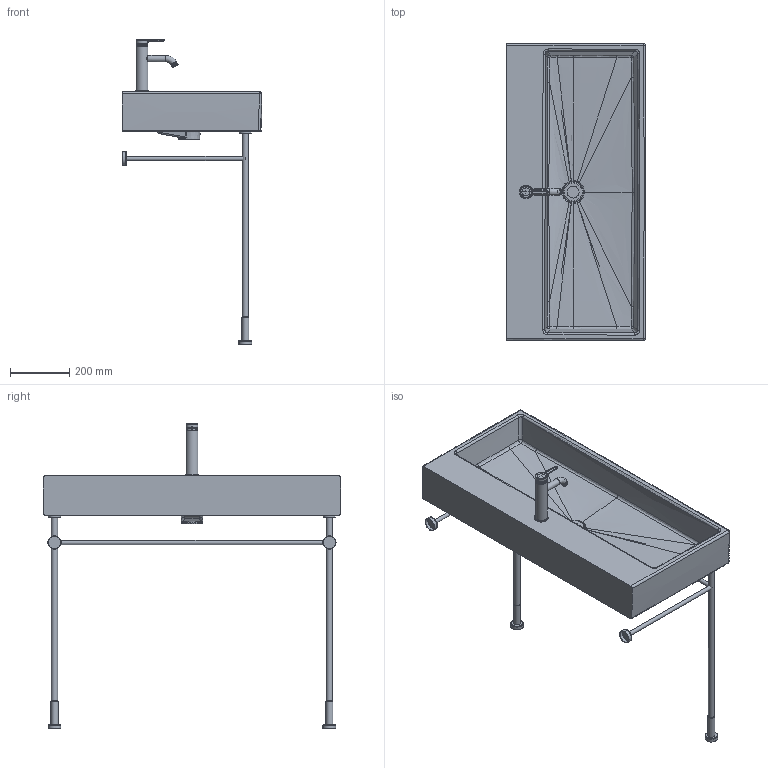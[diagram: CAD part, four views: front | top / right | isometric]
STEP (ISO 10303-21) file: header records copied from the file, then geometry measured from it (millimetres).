
FILE_DESCRIPTION((''),'2;1');
FILE_NAME('235010_1_003067.stp','2017-07-04T12:29:52',('Administrator'),(''),'Autodesk Inventor 2011','Autodesk Inventor 2011','');
FILE_SCHEMA(('CONFIG_CONTROL_DESIGN'));
Length unit declared in the file: millimetre
Products named in the file (15): 235010_1_003067; 235010_1; Kelch_Stopfen VERO AIR Bgr; Armatur C1 WT; 509115_ASM; 615832; 615833; 636748; 615729; 615737; Chromgestell 003067; Rohr stehend 715; Rohr quer 925; Rohr Wand; Rosette Wand
Assembly tree (17 placements, depth 4):
  235010_1_003067
    235010_1
    Kelch_Stopfen VERO AIR Bgr
    Armatur C1 WT
      509115_ASM
        615832
        615833
      636748
      615729
      615737
    Chromgestell 003067
      Rohr stehend 715  x2
      Rohr quer 925
      Rohr Wand  x2
      Rosette Wand  x2
Bounding box: 470.38 x 1000.18 x 1025.46 mm (x, y, z)
Volume: 20275426.7 mm3; surface area: 2010725.9 mm2
Topology: 15 solids, 18 shells, 529 faces, 1170 edges, 686 vertices
Faces by surface type: bspline 248, plane 110, cylinder 104, torus 29, cone 20, sphere 18
Full cylindrical faces by diameter (mm): 6 x1, 12 x2, 14 x3, 15 x2, 16 x1, 16.5 x2, 17.3 x1, 17.55 x1, 18.5 x2, 18.75 x1, 21 x2, 22 x2, 24 x3, 27.189 x1, 30.452 x1, 34 x1, 34.5 x1, 35 x1, 35.4 x1, 35.5 x1, 36.324 x1, 36.9 x4, 37.3 x1, 37.6 x1, 40 x2, 41 x4, 42.5 x1, 42.668 x1, 43 x2, 45 x2
Entity records: 45615 total; most frequent: CARTESIAN_POINT 35218, ORIENTED_EDGE 2066, DIRECTION 1606, EDGE_CURVE 1033, AXIS2_PLACEMENT_3D 721, VERTEX_POINT 649, EDGE_LOOP 624, FACE_OUTER_BOUND 509
